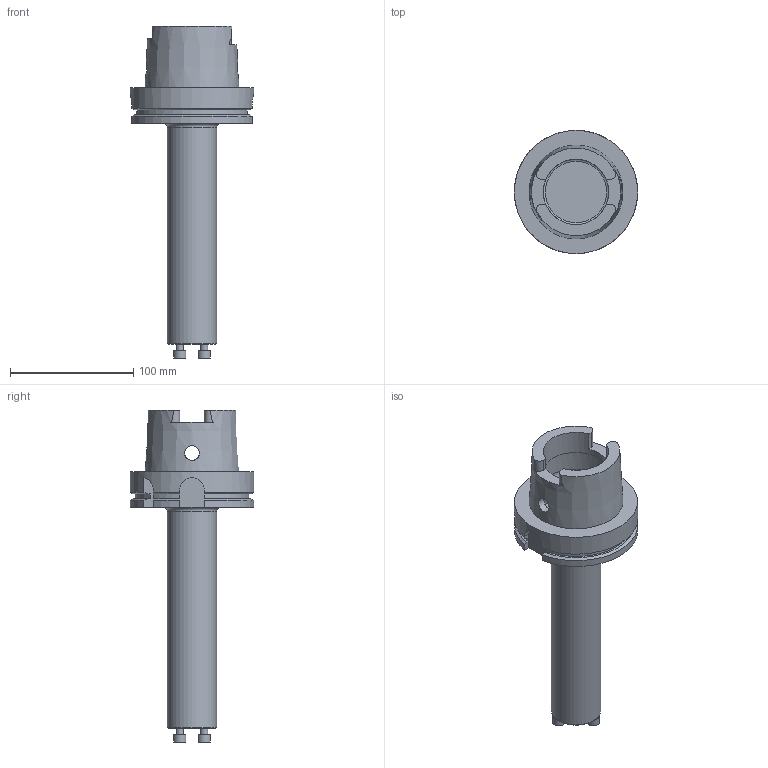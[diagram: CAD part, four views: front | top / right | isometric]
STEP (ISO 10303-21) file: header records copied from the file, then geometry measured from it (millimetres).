
FILE_DESCRIPTION(/* description */ (''),/* implementation_level */ '2;1');
FILE_NAME(/* name */ '1529476500057.stp',/* time_stamp */ '2018-06-20T08:35:06+02:00',/* author */ (''),/* organization */ ('SMS'),/* preprocessor_version */ 'ST-DEVELOPER v15',/* originating_system */ 'SIEMENS PLM Software NX 8.5',/* authorisation */ '');
FILE_SCHEMA (('AUTOMOTIVE_DESIGN { 1 0 10303 214 3 1 1 1 }'));
Length unit declared in the file: millimetre
Products named in the file (1): HT10_SL40D_208
Bounding box: 99.93 x 99.93 x 268.9 mm (x, y, z)
Volume: 487644.9 mm3; surface area: 72435.4 mm2
Topology: 1 solids, 2 shells, 103 faces, 271 edges, 184 vertices
Faces by surface type: plane 60, cylinder 29, cone 10, torus 4
Full cylindrical faces by diameter (mm): 6 x3, 8.65 x1, 10 x3, 12 x2, 40 x1, 53.06 x2, 63.095 x1, 99.93 x1
Entity records: 3145 total; most frequent: CARTESIAN_POINT 714, DIRECTION 490, ORIENTED_EDGE 462, EDGE_CURVE 231, AXIS2_PLACEMENT_3D 181, VERTEX_POINT 164, EDGE_LOOP 139, LINE 128
